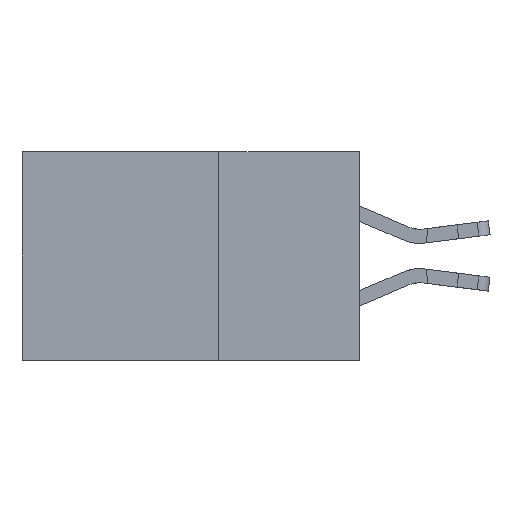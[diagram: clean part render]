
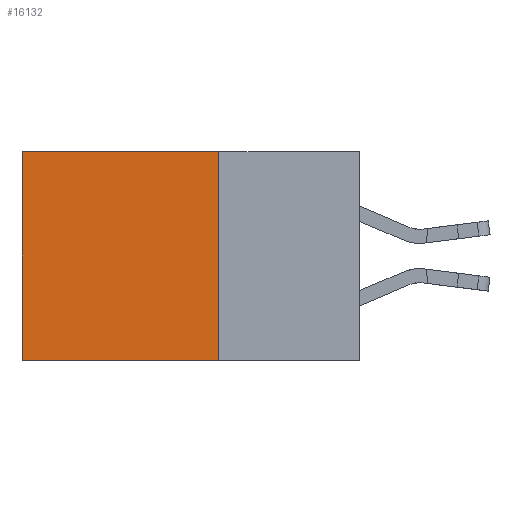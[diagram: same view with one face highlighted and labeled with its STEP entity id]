
A CAD part, left-side view. The second image highlights one B-rep face of the part: STEP entity #16132.
In plain terms, the highlighted planar face has unit normal (-1, 0, 0).
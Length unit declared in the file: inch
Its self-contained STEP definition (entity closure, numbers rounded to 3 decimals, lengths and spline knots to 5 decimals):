
#506 = PLANE ( 'NONE',  #1948 ) ;
#868 = DIRECTION ( 'NONE',  ( 0., 0., -1. ) ) ;
#1490 = CARTESIAN_POINT ( 'NONE',  ( 0.2875, 0.25, 0. ) ) ;
#1600 = EDGE_CURVE ( 'NONE', #3321, #5392, #9081, .T. ) ;
#1948 = AXIS2_PLACEMENT_3D ( 'NONE', #13227, #5847, #14453 ) ;
#2363 = VECTOR ( 'NONE', #9808, 39.37008 ) ;
#2777 = LINE ( 'NONE', #7388, #2363 ) ;
#3321 = VERTEX_POINT ( 'NONE', #3801 ) ;
#3369 = DIRECTION ( 'NONE',  ( 0., 1., 0. ) ) ;
#3433 = LINE ( 'NONE', #10921, #3849 ) ;
#3801 = CARTESIAN_POINT ( 'NONE',  ( 0.2875, 0.6, 0. ) ) ;
#3849 = VECTOR ( 'NONE', #3369, 39.37008 ) ;
#4137 = CARTESIAN_POINT ( 'NONE',  ( 0.2875, 0.25, 0. ) ) ;
#4410 = VECTOR ( 'NONE', #15301, 39.37008 ) ;
#4816 = EDGE_LOOP ( 'NONE', ( #8434, #16237, #15152, #15856 ) ) ;
#4820 = LINE ( 'NONE', #1490, #4410 ) ;
#5392 = VERTEX_POINT ( 'NONE', #5842 ) ;
#5842 = CARTESIAN_POINT ( 'NONE',  ( 0.2875, 0.6, -0.37 ) ) ;
#5847 = DIRECTION ( 'NONE',  ( 1., 0., 0. ) ) ;
#7296 = VERTEX_POINT ( 'NONE', #8820 ) ;
#7388 = CARTESIAN_POINT ( 'NONE',  ( 0.2875, 0.25, 0. ) ) ;
#8434 = ORIENTED_EDGE ( 'NONE', *, *, #1600, .T. ) ;
#8820 = CARTESIAN_POINT ( 'NONE',  ( 0.2875, 0.25, -0.37 ) ) ;
#9081 = LINE ( 'NONE', #13511, #15204 ) ;
#9808 = DIRECTION ( 'NONE',  ( 0., 1., 0. ) ) ;
#10921 = CARTESIAN_POINT ( 'NONE',  ( 0.2875, 0.25, -0.37 ) ) ;
#12098 = VERTEX_POINT ( 'NONE', #4137 ) ;
#12121 = EDGE_CURVE ( 'NONE', #12098, #7296, #4820, .T. ) ;
#13227 = CARTESIAN_POINT ( 'NONE',  ( 0.2875, 0.25, 0. ) ) ;
#13511 = CARTESIAN_POINT ( 'NONE',  ( 0.2875, 0.6, 0. ) ) ;
#14453 = DIRECTION ( 'NONE',  ( 0., 0., -1. ) ) ;
#14710 = FACE_OUTER_BOUND ( 'NONE', #4816, .T. ) ;
#15152 = ORIENTED_EDGE ( 'NONE', *, *, #12121, .F. ) ;
#15204 = VECTOR ( 'NONE', #868, 39.37008 ) ;
#15301 = DIRECTION ( 'NONE',  ( 0., 0., -1. ) ) ;
#15566 = EDGE_CURVE ( 'NONE', #7296, #5392, #3433, .T. ) ;
#15856 = ORIENTED_EDGE ( 'NONE', *, *, #16295, .T. ) ;
#16132 = ADVANCED_FACE ( 'NONE', ( #14710 ), #506, .F. ) ;
#16237 = ORIENTED_EDGE ( 'NONE', *, *, #15566, .F. ) ;
#16295 = EDGE_CURVE ( 'NONE', #12098, #3321, #2777, .T. ) ;
